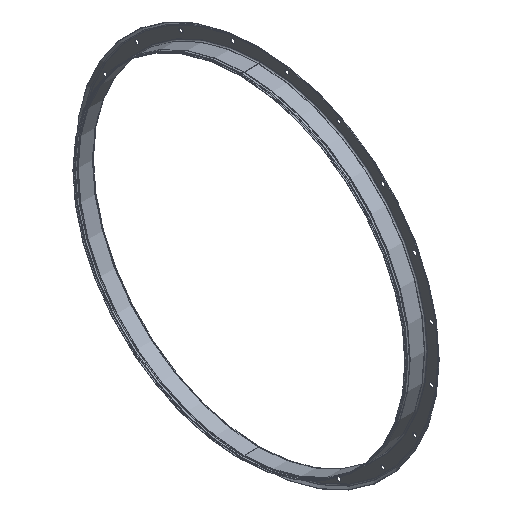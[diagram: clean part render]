
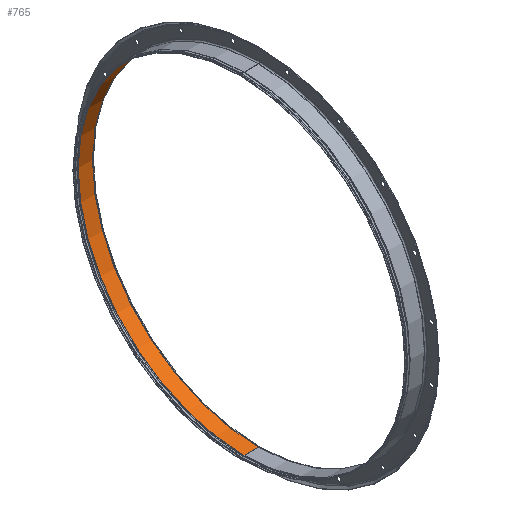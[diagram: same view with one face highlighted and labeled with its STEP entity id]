
A CAD part, isometric view. The second image highlights one B-rep face of the part: STEP entity #765.
In plain terms, the highlighted cylindrical face has radius 630 mm (diameter 1260 mm), a partial arc.
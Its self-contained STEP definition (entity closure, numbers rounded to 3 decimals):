
#44 = ORIENTED_EDGE ( 'NONE', *, *, #2515, .F. ) ;
#174 = CIRCLE ( 'NONE', #2444, 630. ) ;
#306 = VERTEX_POINT ( 'NONE', #1940 ) ;
#342 = VECTOR ( 'NONE', #1683, 1000. ) ;
#385 = EDGE_LOOP ( 'NONE', ( #44, #1350, #629, #783 ) ) ;
#629 = ORIENTED_EDGE ( 'NONE', *, *, #1079, .T. ) ;
#745 = CARTESIAN_POINT ( 'NONE',  ( 74., 0., 0. ) ) ;
#765 = ADVANCED_FACE ( 'NONE', ( #2223 ), #2473, .F. ) ;
#783 = ORIENTED_EDGE ( 'NONE', *, *, #2003, .T. ) ;
#794 = DIRECTION ( 'NONE',  ( -1., 0., 0. ) ) ;
#927 = VERTEX_POINT ( 'NONE', #1493 ) ;
#980 = EDGE_CURVE ( 'NONE', #927, #1404, #1376, .T. ) ;
#1079 = EDGE_CURVE ( 'NONE', #927, #306, #2410, .T. ) ;
#1099 = CARTESIAN_POINT ( 'NONE',  ( 0., 0., 630. ) ) ;
#1134 = VECTOR ( 'NONE', #794, 1000. ) ;
#1201 = CARTESIAN_POINT ( 'NONE',  ( 0., 0., -630. ) ) ;
#1240 = CARTESIAN_POINT ( 'NONE',  ( 18.614, 0., -630. ) ) ;
#1279 = DIRECTION ( 'NONE',  ( -1., 0., 0. ) ) ;
#1306 = DIRECTION ( 'NONE',  ( -1., 0., 0. ) ) ;
#1314 = VERTEX_POINT ( 'NONE', #1240 ) ;
#1343 = AXIS2_PLACEMENT_3D ( 'NONE', #1842, #2245, #2034 ) ;
#1350 = ORIENTED_EDGE ( 'NONE', *, *, #980, .F. ) ;
#1376 = CIRCLE ( 'NONE', #1432, 630. ) ;
#1404 = VERTEX_POINT ( 'NONE', #2393 ) ;
#1432 = AXIS2_PLACEMENT_3D ( 'NONE', #745, #1279, #2303 ) ;
#1484 = DIRECTION ( 'NONE',  ( 0., 0., 1. ) ) ;
#1493 = CARTESIAN_POINT ( 'NONE',  ( 74., 0., 630. ) ) ;
#1683 = DIRECTION ( 'NONE',  ( -1., 0., 0. ) ) ;
#1842 = CARTESIAN_POINT ( 'NONE',  ( 0., 0., 0. ) ) ;
#1940 = CARTESIAN_POINT ( 'NONE',  ( 18.614, 0., 630. ) ) ;
#2003 = EDGE_CURVE ( 'NONE', #306, #1314, #174, .T. ) ;
#2034 = DIRECTION ( 'NONE',  ( 0., 0., 1. ) ) ;
#2223 = FACE_OUTER_BOUND ( 'NONE', #385, .T. ) ;
#2245 = DIRECTION ( 'NONE',  ( -1., 0., 0. ) ) ;
#2266 = CARTESIAN_POINT ( 'NONE',  ( 18.614, 0., 0. ) ) ;
#2303 = DIRECTION ( 'NONE',  ( 0., 0., 1. ) ) ;
#2393 = CARTESIAN_POINT ( 'NONE',  ( 74., 0., -630. ) ) ;
#2410 = LINE ( 'NONE', #1099, #342 ) ;
#2423 = LINE ( 'NONE', #1201, #1134 ) ;
#2444 = AXIS2_PLACEMENT_3D ( 'NONE', #2266, #1306, #1484 ) ;
#2473 = CYLINDRICAL_SURFACE ( 'NONE', #1343, 630. ) ;
#2515 = EDGE_CURVE ( 'NONE', #1404, #1314, #2423, .T. ) ;
